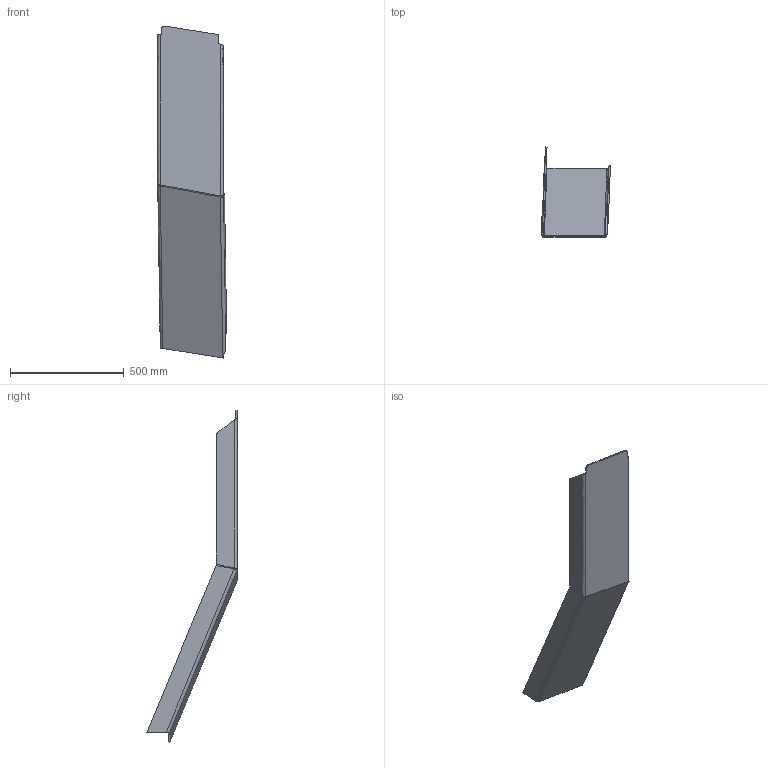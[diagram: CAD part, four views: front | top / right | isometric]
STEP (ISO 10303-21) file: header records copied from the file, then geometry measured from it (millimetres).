
FILE_DESCRIPTION (( 'STEP AP203' ), '1' );
FILE_NAME ('M5 - erp33360_諾BEK軸TAN k黭 yan kros.IGS_Default_sldprt.STEP', '2023-01-17T11:23:59', ( '' ), ( '' ), 'SwSTEP 2.0', 'SolidWorks 2019', '' );
FILE_SCHEMA (( 'CONFIG_CONTROL_DESIGN' ));
Length unit declared in the file: millimetre
Products named in the file (1): M5 - erp33360_ÖZBEKÝSTAN küçük yan kros.IGS_Default_sldprt
Bounding box: 302.99 x 397.47 x 1460.63 mm (x, y, z)
Volume: 3854363.2 mm3; surface area: 1308569.9 mm2
Topology: 1 solids, 1 shells, 67 faces, 155 edges, 90 vertices
Faces by surface type: bspline 67
Entity records: 2917 total; most frequent: CARTESIAN_POINT 1897, ORIENTED_EDGE 310, EDGE_CURVE 155, B_SPLINE_CURVE_WITH_KNOTS 138, VERTEX_POINT 90, EDGE_LOOP 67, ADVANCED_FACE 67, FACE_OUTER_BOUND 67
